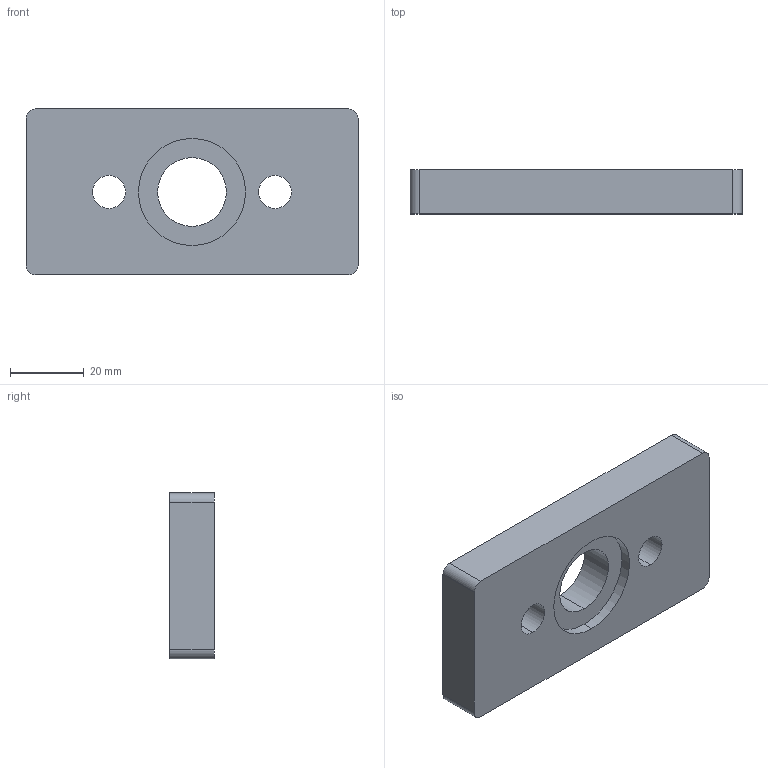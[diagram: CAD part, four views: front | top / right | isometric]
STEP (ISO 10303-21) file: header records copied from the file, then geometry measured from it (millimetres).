
FILE_DESCRIPTION (( 'STEP AP203' ), '1' );
FILE_NAME ('084.405.015.STEP', '2013-01-28T08:10:31', ( 'Alusic' ), ( 'Alusic' ), 'SwSTEP 2.0', 'SolidWorks 2011', '' );
FILE_SCHEMA (( 'CONFIG_CONTROL_DESIGN' ));
Length unit declared in the file: millimetre
Products named in the file (1): 084.405.015
Bounding box: 90 x 12 x 45 mm (x, y, z)
Volume: 41737.7 mm3; surface area: 12109 mm2
Topology: 1 solids, 1 shells, 25 faces, 60 edges, 40 vertices
Faces by surface type: cylinder 16, plane 9
Entity records: 835 total; most frequent: DIRECTION 144, CARTESIAN_POINT 126, ORIENTED_EDGE 120, EDGE_CURVE 60, AXIS2_PLACEMENT_3D 58, VERTEX_POINT 40, EDGE_LOOP 34, CIRCLE 32
